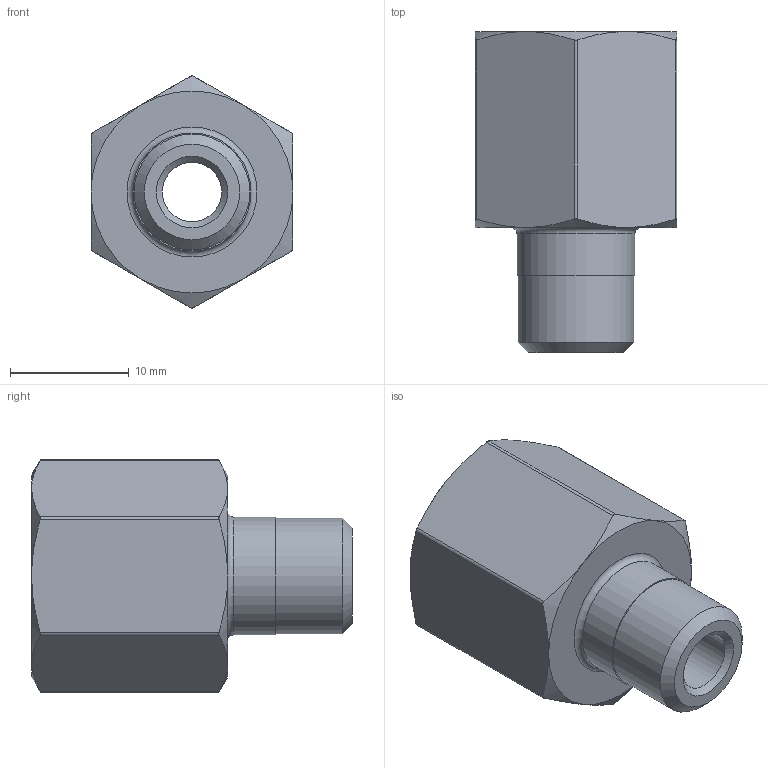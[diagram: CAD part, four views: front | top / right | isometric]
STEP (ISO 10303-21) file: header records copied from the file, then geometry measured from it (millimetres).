
FILE_DESCRIPTION(/* description */ (''),/* implementation_level */ '2;1');
FILE_NAME(/* name */ 'KI-342-1-008 Aschl.stp',/* time_stamp */ '2016-06-02T13:19:27+02:00',/* author */ ('hochmair'),/* organization */ (''),/* preprocessor_version */ 'ST-DEVELOPER v15.6',/* originating_system */ 'Autodesk Inventor 2015',/* authorisation */ '');
FILE_SCHEMA (('AUTOMOTIVE_DESIGN { 1 0 10303 214 3 1 1 }'));
Length unit declared in the file: millimetre
Products named in the file (1): KI-342-1-008
Bounding box: 17 x 27 x 19.54 mm (x, y, z)
Volume: 3400.4 mm3; surface area: 2337.3 mm2
Topology: 1 solids, 1 shells, 46 faces, 100 edges, 61 vertices
Faces by surface type: plane 17, cone 16, cylinder 11, torus 2
Full cylindrical faces by diameter (mm): 5 x1, 9.728 x1, 9.928 x1, 11.445 x1, 11.645 x1
Entity records: 1275 total; most frequent: CARTESIAN_POINT 351, ORIENTED_EDGE 176, DIRECTION 174, EDGE_CURVE 88, AXIS2_PLACEMENT_3D 75, EDGE_LOOP 64, VERTEX_POINT 60, FACE_OUTER_BOUND 46
